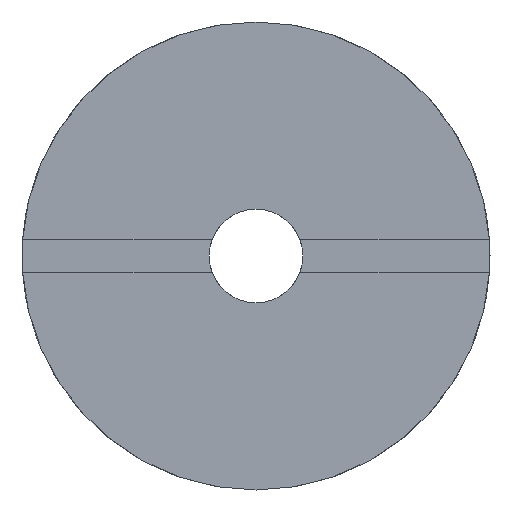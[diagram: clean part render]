
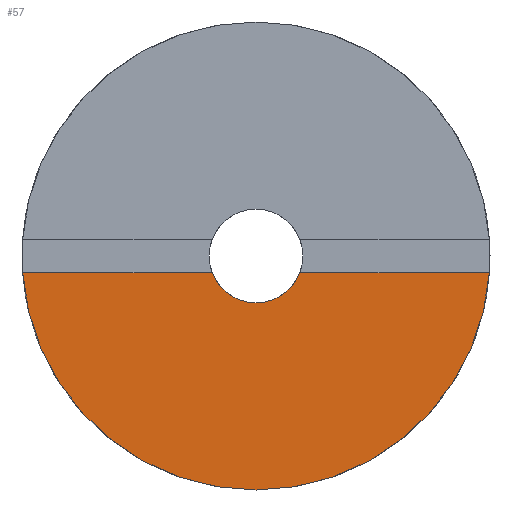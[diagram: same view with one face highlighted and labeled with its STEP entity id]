
A CAD part, front view. The second image highlights one B-rep face of the part: STEP entity #57.
In plain terms, the highlighted planar face has unit normal (0, -1, 0).
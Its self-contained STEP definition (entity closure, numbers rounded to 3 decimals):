
#57=ADVANCED_FACE('',(#122),#123,.F.);
#122=FACE_OUTER_BOUND('',#195,.T.);
#123=PLANE('',#196);
#195=EDGE_LOOP('',(#304,#305,#306,#307,#308,#309));
#196=AXIS2_PLACEMENT_3D('',#310,#311,#312);
#304=ORIENTED_EDGE('',*,*,#471,.F.);
#305=ORIENTED_EDGE('',*,*,#472,.F.);
#306=ORIENTED_EDGE('',*,*,#446,.F.);
#307=ORIENTED_EDGE('',*,*,#473,.F.);
#308=ORIENTED_EDGE('',*,*,#464,.T.);
#309=ORIENTED_EDGE('',*,*,#455,.T.);
#310=CARTESIAN_POINT('',(7.0,-18.0,0.0));
#311=DIRECTION('',(0.0,1.0,0.0));
#312=DIRECTION('',(0.0,0.0,1.0));
#446=EDGE_CURVE('',#529,#530,#531,.T.);
#455=EDGE_CURVE('',#546,#547,#548,.T.);
#464=EDGE_CURVE('',#563,#546,#564,.T.);
#471=EDGE_CURVE('',#574,#547,#575,.T.);
#472=EDGE_CURVE('',#530,#574,#576,.T.);
#473=EDGE_CURVE('',#563,#529,#577,.T.);
#529=VERTEX_POINT('',#642);
#530=VERTEX_POINT('',#643);
#531=CIRCLE('',#644,7.0);
#546=VERTEX_POINT('',#663);
#547=VERTEX_POINT('',#664);
#548=CIRCLE('',#665,1.4);
#563=VERTEX_POINT('',#684);
#564=CIRCLE('',#685,1.4);
#574=VERTEX_POINT('',#697);
#575=LINE('',#698,#699);
#576=CIRCLE('',#700,7.0);
#577=LINE('',#701,#702);
#642=CARTESIAN_POINT('',(6.982,-18.0,-0.5));
#643=CARTESIAN_POINT('',(0.,-18.0,-7.0));
#644=AXIS2_PLACEMENT_3D('',#765,#766,#767);
#663=CARTESIAN_POINT('',(0.,-18.0,-1.4));
#664=CARTESIAN_POINT('',(-1.308,-18.0,-0.5));
#665=AXIS2_PLACEMENT_3D('',#781,#782,#783);
#684=CARTESIAN_POINT('',(1.308,-18.0,-0.5));
#685=AXIS2_PLACEMENT_3D('',#797,#798,#799);
#697=CARTESIAN_POINT('',(-6.982,-18.0,-0.5));
#698=CARTESIAN_POINT('',(-7.0,-18.0,-0.5));
#699=VECTOR('',#811,1000.0);
#700=AXIS2_PLACEMENT_3D('',#812,#813,#814);
#701=CARTESIAN_POINT('',(-7.0,-18.0,-0.5));
#702=VECTOR('',#815,1000.0);
#765=CARTESIAN_POINT('',(0.0,-18.0,0.0));
#766=DIRECTION('',(0.0,1.0,0.0));
#767=DIRECTION('',(0.0,0.0,1.0));
#781=CARTESIAN_POINT('',(0.0,-18.0,0.0));
#782=DIRECTION('',(0.0,1.0,0.0));
#783=DIRECTION('',(0.0,0.0,1.0));
#797=CARTESIAN_POINT('',(0.0,-18.0,0.0));
#798=DIRECTION('',(0.0,1.0,0.0));
#799=DIRECTION('',(0.0,0.0,1.0));
#811=DIRECTION('',(1.0,0.0,0.0));
#812=CARTESIAN_POINT('',(0.0,-18.0,0.0));
#813=DIRECTION('',(0.0,1.0,0.0));
#814=DIRECTION('',(0.0,0.0,1.0));
#815=DIRECTION('',(1.0,0.0,0.0));
